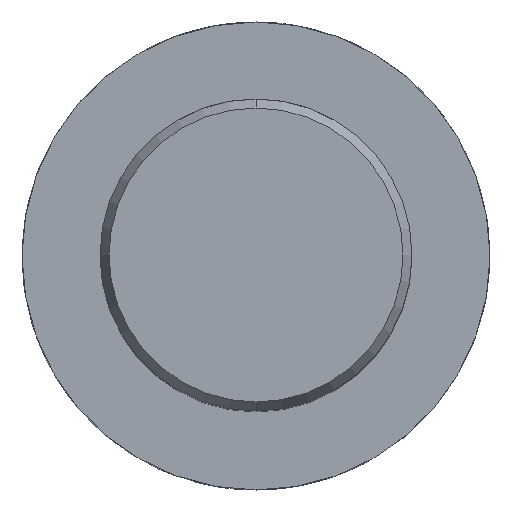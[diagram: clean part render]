
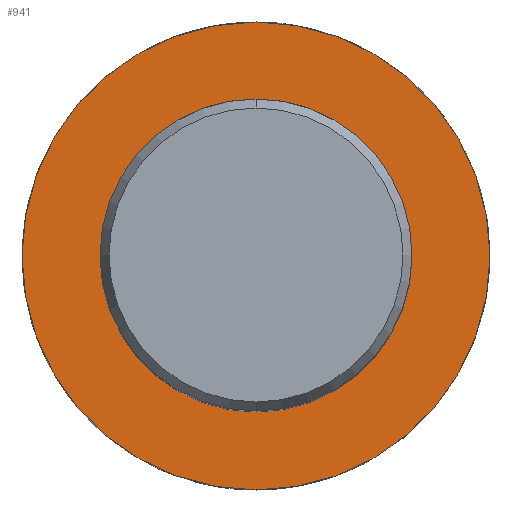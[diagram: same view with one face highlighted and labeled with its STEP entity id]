
A CAD part, top view. The second image highlights one B-rep face of the part: STEP entity #941.
In plain terms, the highlighted planar face has unit normal (0, 0, 1).
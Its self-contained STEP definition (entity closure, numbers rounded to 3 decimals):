
#535=EDGE_CURVE('',#617,#1185,#1374,.T.);
#583=EDGE_CURVE('',#1185,#617,#1426,.T.);
#607=EDGE_CURVE('',#841,#881,#1454,.T.);
#617=VERTEX_POINT('',#1465);
#777=EDGE_CURVE('',#881,#841,#1642,.T.);
#841=VERTEX_POINT('',#1710);
#881=VERTEX_POINT('',#1752);
#941=ADVANCED_FACE('',(#1820,#1821),#1822,.T.);
#1185=VERTEX_POINT('',#2084);
#1374=CIRCLE('',#3130,20.0);
#1426=CIRCLE('',#3239,20.0);
#1454=CIRCLE('',#3273,30.0);
#1465=CARTESIAN_POINT('',(0.0,20.0,-70.0));
#1642=CIRCLE('',#3857,30.0);
#1710=CARTESIAN_POINT('',(0.,-30.0,-70.0));
#1752=CARTESIAN_POINT('',(0.0,30.0,-70.0));
#1820=FACE_BOUND('',#4911,.T.);
#1821=FACE_OUTER_BOUND('',#4912,.T.);
#1822=PLANE('',#4913);
#2084=CARTESIAN_POINT('',(0.,-20.0,-70.0));
#3130=AXIS2_PLACEMENT_3D('',#5854,#5855,#5856);
#3239=AXIS2_PLACEMENT_3D('',#5908,#5909,#5910);
#3273=AXIS2_PLACEMENT_3D('',#5954,#5955,#5956);
#3857=AXIS2_PLACEMENT_3D('',#6193,#6194,#6195);
#4911=EDGE_LOOP('',(#6390,#6391));
#4912=EDGE_LOOP('',(#6392,#6393));
#4913=AXIS2_PLACEMENT_3D('',#6394,#6395,#6396);
#5854=CARTESIAN_POINT('',(0.0,0.0,-70.0));
#5855=DIRECTION('',(-0.0,0.0,-1.0));
#5856=DIRECTION('',(0.0,1.0,0.0));
#5908=CARTESIAN_POINT('',(0.0,0.0,-70.0));
#5909=DIRECTION('',(-0.0,0.0,-1.0));
#5910=DIRECTION('',(0.0,1.0,0.0));
#5954=CARTESIAN_POINT('',(0.0,0.0,-70.0));
#5955=DIRECTION('',(0.0,0.0,-1.0));
#5956=DIRECTION('',(0.0,1.0,0.0));
#6193=CARTESIAN_POINT('',(0.0,0.0,-70.0));
#6194=DIRECTION('',(0.0,0.0,-1.0));
#6195=DIRECTION('',(0.0,1.0,0.0));
#6390=ORIENTED_EDGE('',*,*,#535,.T.);
#6391=ORIENTED_EDGE('',*,*,#583,.T.);
#6392=ORIENTED_EDGE('',*,*,#777,.F.);
#6393=ORIENTED_EDGE('',*,*,#607,.F.);
#6394=CARTESIAN_POINT('',(0.0,15.0,-70.0));
#6395=DIRECTION('',(-0.0,0.0,1.0));
#6396=DIRECTION('',(0.0,-1.0,0.0));
